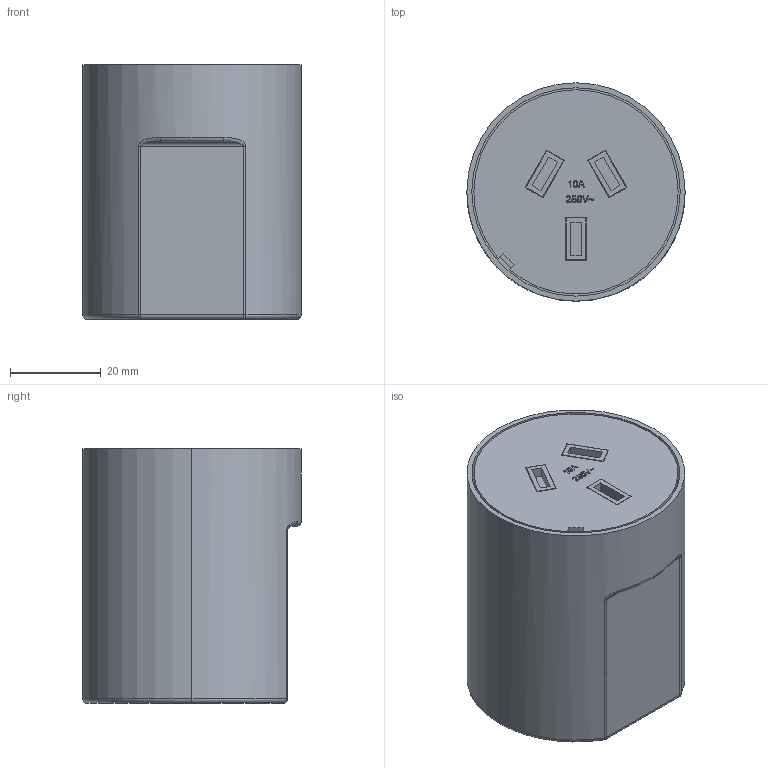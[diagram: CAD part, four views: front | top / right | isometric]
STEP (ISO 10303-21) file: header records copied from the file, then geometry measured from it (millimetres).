
FILE_DESCRIPTION (( 'STEP AP214' ), '1' );
FILE_NAME ('BIM 48-O.STEP', '2025-09-05T03:50:57', ( '' ), ( '' ), 'SwSTEP 2.0', 'SolidWorks 2025', '' );
FILE_SCHEMA (( 'AUTOMOTIVE_DESIGN' ));
Length unit declared in the file: millimetre
Products named in the file (1): BIM 48-O
Bounding box: 48 x 48 x 56.05 mm (x, y, z)
Volume: 54772.7 mm3; surface area: 26419.3 mm2
Topology: 2 solids, 2 shells, 227 faces, 577 edges, 374 vertices
Faces by surface type: plane 108, bspline 55, cylinder 31, cone 24, torus 7, sphere 2
Entity records: 9738 total; most frequent: CARTESIAN_POINT 4522, ORIENTED_EDGE 1150, DIRECTION 924, EDGE_CURVE 575, VERTEX_POINT 374, LINE 336, VECTOR 336, AXIS2_PLACEMENT_3D 294
